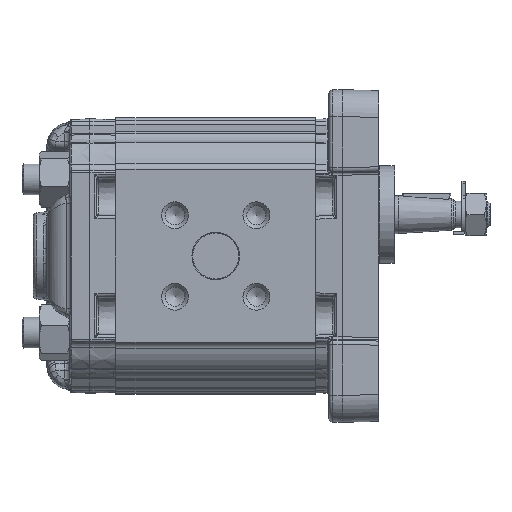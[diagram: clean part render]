
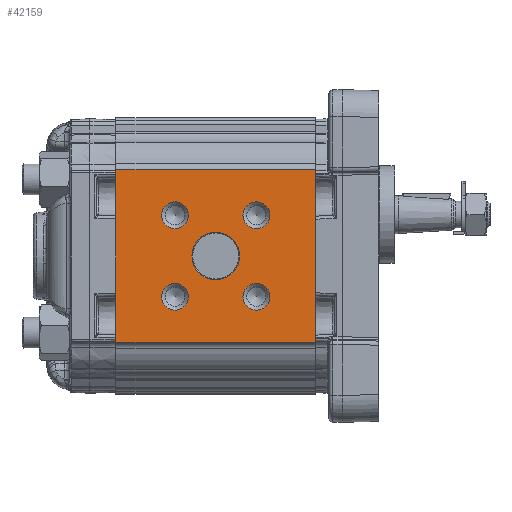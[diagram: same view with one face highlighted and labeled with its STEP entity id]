
A CAD part, left-side view. The second image highlights one B-rep face of the part: STEP entity #42159.
In plain terms, the highlighted face is planar.
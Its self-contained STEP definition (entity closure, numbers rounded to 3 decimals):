
#4060=LINE('',#97849,#6161);
#4062=LINE('',#97878,#6163);
#4087=LINE('',#97966,#6188);
#4088=LINE('',#97968,#6189);
#6161=VECTOR('',#74040,1000.);
#6163=VECTOR('',#74068,1000.);
#6188=VECTOR('',#74161,1000.);
#6189=VECTOR('',#74164,1000.);
#7738=PLANE('',#65947);
#13411=ORIENTED_EDGE('',*,*,#23637,.T.);
#13412=ORIENTED_EDGE('',*,*,#23638,.T.);
#13413=ORIENTED_EDGE('',*,*,#23639,.T.);
#13414=ORIENTED_EDGE('',*,*,#23640,.T.);
#13415=ORIENTED_EDGE('',*,*,#23641,.T.);
#13416=ORIENTED_EDGE('',*,*,#23622,.T.);
#13417=ORIENTED_EDGE('',*,*,#23574,.T.);
#13418=ORIENTED_EDGE('',*,*,#23623,.T.);
#13419=ORIENTED_EDGE('',*,*,#23560,.F.);
#23560=EDGE_CURVE('',#29008,#29009,#4060,.T.);
#23574=EDGE_CURVE('',#29023,#29022,#4062,.T.);
#23622=EDGE_CURVE('',#29008,#29023,#4087,.T.);
#23623=EDGE_CURVE('',#29022,#29009,#4088,.F.);
#23637=EDGE_CURVE('',#29057,#29057,#32454,.F.);
#23638=EDGE_CURVE('',#29058,#29058,#32455,.F.);
#23639=EDGE_CURVE('',#29059,#29059,#32456,.F.);
#23640=EDGE_CURVE('',#29060,#29060,#32457,.F.);
#23641=EDGE_CURVE('',#29061,#29061,#32458,.F.);
#29008=VERTEX_POINT('',#97848);
#29009=VERTEX_POINT('',#97850);
#29022=VERTEX_POINT('',#97877);
#29023=VERTEX_POINT('',#97879);
#29057=VERTEX_POINT('',#98004);
#29058=VERTEX_POINT('',#98006);
#29059=VERTEX_POINT('',#98008);
#29060=VERTEX_POINT('',#98010);
#29061=VERTEX_POINT('',#98012);
#32454=CIRCLE('',#65948,6.2);
#32455=CIRCLE('',#65949,3.5);
#32456=CIRCLE('',#65950,3.5);
#32457=CIRCLE('',#65951,3.5);
#32458=CIRCLE('',#65952,3.5);
#35086=EDGE_LOOP('',(#13411));
#35087=EDGE_LOOP('',(#13412));
#35088=EDGE_LOOP('',(#13413));
#35089=EDGE_LOOP('',(#13414));
#35090=EDGE_LOOP('',(#13415));
#35091=EDGE_LOOP('',(#13416,#13417,#13418,#13419));
#38265=FACE_BOUND('',#35086,.T.);
#38266=FACE_BOUND('',#35087,.T.);
#38267=FACE_BOUND('',#35088,.T.);
#38268=FACE_BOUND('',#35089,.T.);
#38269=FACE_BOUND('',#35090,.T.);
#38270=FACE_BOUND('',#35091,.T.);
#42159=ADVANCED_FACE('',(#38265,#38266,#38267,#38268,#38269,#38270),#7738,
 .T.);
#65947=AXIS2_PLACEMENT_3D('',#98002,#74213,#74214);
#65948=AXIS2_PLACEMENT_3D('',#98003,#74215,#74216);
#65949=AXIS2_PLACEMENT_3D('',#98005,#74217,#74218);
#65950=AXIS2_PLACEMENT_3D('',#98007,#74219,#74220);
#65951=AXIS2_PLACEMENT_3D('',#98009,#74221,#74222);
#65952=AXIS2_PLACEMENT_3D('',#98011,#74223,#74224);
#74040=DIRECTION('',(0.,0.,-1.));
#74068=DIRECTION('',(0.,0.,-1.));
#74161=DIRECTION('',(0.,-1.,0.));
#74164=DIRECTION('',(0.,-1.,0.));
#74213=DIRECTION('',(1.,0.,0.));
#74214=DIRECTION('',(0.,0.,-1.));
#74215=DIRECTION('',(1.,0.,0.));
#74216=DIRECTION('',(0.,0.,-1.));
#74217=DIRECTION('',(1.,0.,0.));
#74218=DIRECTION('',(0.,0.,-1.));
#74219=DIRECTION('',(1.,0.,0.));
#74220=DIRECTION('',(0.,0.,-1.));
#74221=DIRECTION('',(1.,0.,0.));
#74222=DIRECTION('',(0.,0.,-1.));
#74223=DIRECTION('',(1.,0.,0.));
#74224=DIRECTION('',(0.,0.,-1.));
#97848=CARTESIAN_POINT('',(33.,52.,22.5));
#97849=CARTESIAN_POINT('',(33.,52.,-21.711));
#97850=CARTESIAN_POINT('',(33.,52.,-22.5));
#97877=CARTESIAN_POINT('',(33.,0.,-22.5));
#97878=CARTESIAN_POINT('',(33.,0.,-21.711));
#97879=CARTESIAN_POINT('',(33.,0.,22.5));
#97966=CARTESIAN_POINT('',(33.,52.,22.5));
#97968=CARTESIAN_POINT('',(33.,52.,-22.5));
#98002=CARTESIAN_POINT('',(33.,128.714,-45.494));
#98003=CARTESIAN_POINT('',(33.,26.,0.));
#98004=CARTESIAN_POINT('',(33.,26.,-6.2));
#98005=CARTESIAN_POINT('',(33.,15.393,-10.607));
#98006=CARTESIAN_POINT('',(33.,15.393,-14.107));
#98007=CARTESIAN_POINT('',(33.,36.607,-10.607));
#98008=CARTESIAN_POINT('',(33.,36.607,-14.107));
#98009=CARTESIAN_POINT('',(33.,36.607,10.607));
#98010=CARTESIAN_POINT('',(33.,36.607,7.107));
#98011=CARTESIAN_POINT('',(33.,15.393,10.607));
#98012=CARTESIAN_POINT('',(33.,15.393,7.107));
